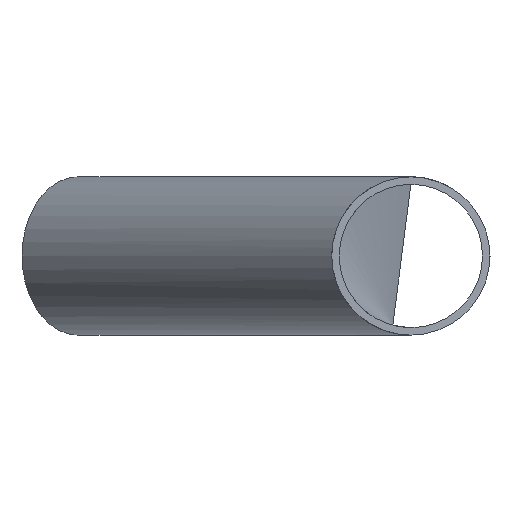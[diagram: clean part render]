
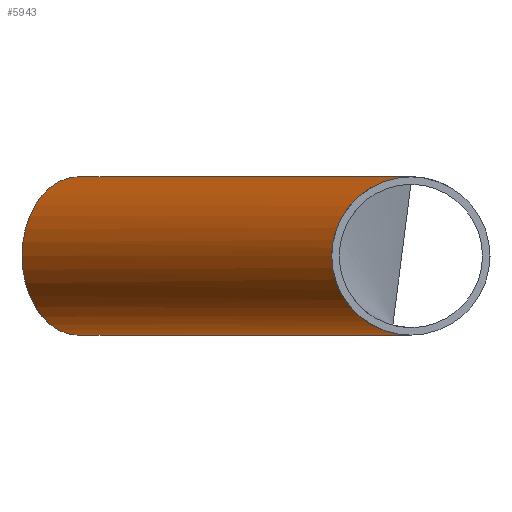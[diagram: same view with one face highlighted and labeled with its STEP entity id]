
A CAD part, left-side view. The second image highlights one B-rep face of the part: STEP entity #5943.
In plain terms, the highlighted cylindrical face has radius 21.2 mm (diameter 42.4 mm), a full revolution.
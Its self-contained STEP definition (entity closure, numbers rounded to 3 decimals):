
#231 = EDGE_LOOP ( 'NONE', ( #3321 ) ) ;
#1179 = CYLINDRICAL_SURFACE ( 'NONE', #9546, 21.2 ) ;
#1341 = DIRECTION ( 'NONE',  ( 0.707, 0.707, 0. ) ) ;
#2408 = EDGE_CURVE ( 'NONE', #13991, #13991, #15277, .T. ) ;
#2486 = CARTESIAN_POINT ( 'NONE',  ( 53.052, 104.214, 0. ) ) ;
#3321 = ORIENTED_EDGE ( 'NONE', *, *, #2408, .F. ) ;
#3906 = EDGE_CURVE ( 'NONE', #7640, #11304, #6084, .T. ) ;
#4881 = CARTESIAN_POINT ( 'NONE',  ( -21.181, 0., -21.2 ) ) ;
#5196 = CARTESIAN_POINT ( 'NONE',  ( -38.744, 42.4, -21.2 ) ) ;
#5943 = ADVANCED_FACE ( 'NONE', ( #12428, #10213 ), #1179, .T. ) ;
#6084 =( BOUNDED_CURVE ( )  B_SPLINE_CURVE ( 3, ( #11207, #8768, #5196, #13545 ),
 .UNSPECIFIED., .F., .F. ) 
 B_SPLINE_CURVE_WITH_KNOTS ( ( 4, 4 ),
 ( 4.712, 7.854 ),
 .UNSPECIFIED. ) 
 CURVE ( )  GEOMETRIC_REPRESENTATION_ITEM ( )  RATIONAL_B_SPLINE_CURVE ( ( 1., 0.333, 0.333, 1. ) ) 
 REPRESENTATION_ITEM ( '' )  );
#6120 = CARTESIAN_POINT ( 'NONE',  ( 68.042, 89.224, 0. ) ) ;
#7239 = CARTESIAN_POINT ( 'NONE',  ( -21.181, 0., 21.2 ) ) ;
#7640 = VERTEX_POINT ( 'NONE', #9726 ) ;
#7818 = CARTESIAN_POINT ( 'NONE',  ( -21.181, 0., -21.2 ) ) ;
#8768 = CARTESIAN_POINT ( 'NONE',  ( -38.744, 42.4, 21.2 ) ) ;
#9546 = AXIS2_PLACEMENT_3D ( 'NONE', #6120, #1341, #10936 ) ;
#9606 = DIRECTION ( 'NONE',  ( 0.707, 0.707, 0. ) ) ;
#9689 = CARTESIAN_POINT ( 'NONE',  ( 81.181, 42.4, 21.2 ) ) ;
#9726 = CARTESIAN_POINT ( 'NONE',  ( -21.181, 0., 21.2 ) ) ;
#9908 =( BOUNDED_CURVE ( )  B_SPLINE_CURVE ( 3, ( #4881, #10804, #9689, #7239 ),
 .UNSPECIFIED., .F., .F. ) 
 B_SPLINE_CURVE_WITH_KNOTS ( ( 4, 4 ),
 ( 1.571, 4.712 ),
 .UNSPECIFIED. ) 
 CURVE ( )  GEOMETRIC_REPRESENTATION_ITEM ( )  RATIONAL_B_SPLINE_CURVE ( ( 1., 0.333, 0.333, 1. ) ) 
 REPRESENTATION_ITEM ( '' )  );
#10213 = FACE_OUTER_BOUND ( 'NONE', #231, .T. ) ;
#10804 = CARTESIAN_POINT ( 'NONE',  ( 81.181, 42.4, -21.2 ) ) ;
#10935 = EDGE_LOOP ( 'NONE', ( #12934, #14943 ) ) ;
#10936 = DIRECTION ( 'NONE',  ( -0.707, 0.707, 0. ) ) ;
#11207 = CARTESIAN_POINT ( 'NONE',  ( -21.181, 0., 21.2 ) ) ;
#11304 = VERTEX_POINT ( 'NONE', #7818 ) ;
#11835 = EDGE_CURVE ( 'NONE', #11304, #7640, #9908, .T. ) ;
#11902 = CARTESIAN_POINT ( 'NONE',  ( 68.042, 89.224, 0. ) ) ;
#12428 = FACE_OUTER_BOUND ( 'NONE', #10935, .T. ) ;
#12934 = ORIENTED_EDGE ( 'NONE', *, *, #11835, .F. ) ;
#13545 = CARTESIAN_POINT ( 'NONE',  ( -21.181, 0., -21.2 ) ) ;
#13991 = VERTEX_POINT ( 'NONE', #2486 ) ;
#14012 = AXIS2_PLACEMENT_3D ( 'NONE', #11902, #9606, #14323 ) ;
#14323 = DIRECTION ( 'NONE',  ( -0.707, 0.707, 0. ) ) ;
#14943 = ORIENTED_EDGE ( 'NONE', *, *, #3906, .F. ) ;
#15277 = CIRCLE ( 'NONE', #14012, 21.2 ) ;
